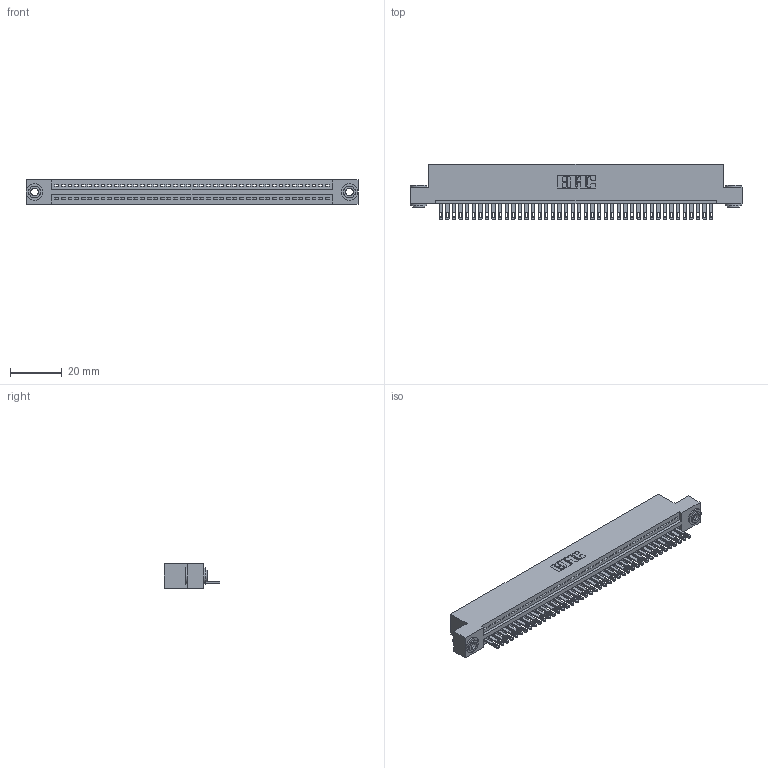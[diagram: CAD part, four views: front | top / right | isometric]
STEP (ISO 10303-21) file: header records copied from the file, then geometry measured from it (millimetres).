
FILE_DESCRIPTION (( 'STEP AP203' ), '1' );
FILE_NAME ('345-042-500-103.STEP', '2019-10-08T13:22:46', ( '' ), ( '' ), 'SwSTEP 2.0', 'SolidWorks 2016', '' );
FILE_SCHEMA (( 'CONFIG_CONTROL_DESIGN' ));
Length unit declared in the file: inch
Products named in the file (4): 345 Part_Flush Mounting Lugs - 0.156 Dia-TH; 345-250-002_345-250-002-102; 345-292-001_345-293-100; 345-042-500-103
Assembly tree (45 placements, depth 2):
  345-042-500-103
    345 Part_Flush Mounting Lugs - 0.156 Dia-TH
    345-292-001_345-293-100  x42
    345-250-002_345-250-002-102  x2
Bounding box: 127.89 x 21.51 x 9.4 mm (x, y, z)
Volume: 12192.4 mm3; surface area: 16511.4 mm2
Topology: 45 solids, 45 shells, 2432 faces, 7473 edges, 4978 vertices
Faces by surface type: plane 1518, cylinder 906, cone 8
Entity records: 32190 total; most frequent: CARTESIAN_POINT 5553, ORIENTED_EDGE 5522, DIRECTION 4883, EDGE_CURVE 2761, LINE 2433, VECTOR 2433, VERTEX_POINT 1838, AXIS2_PLACEMENT_3D 1225
